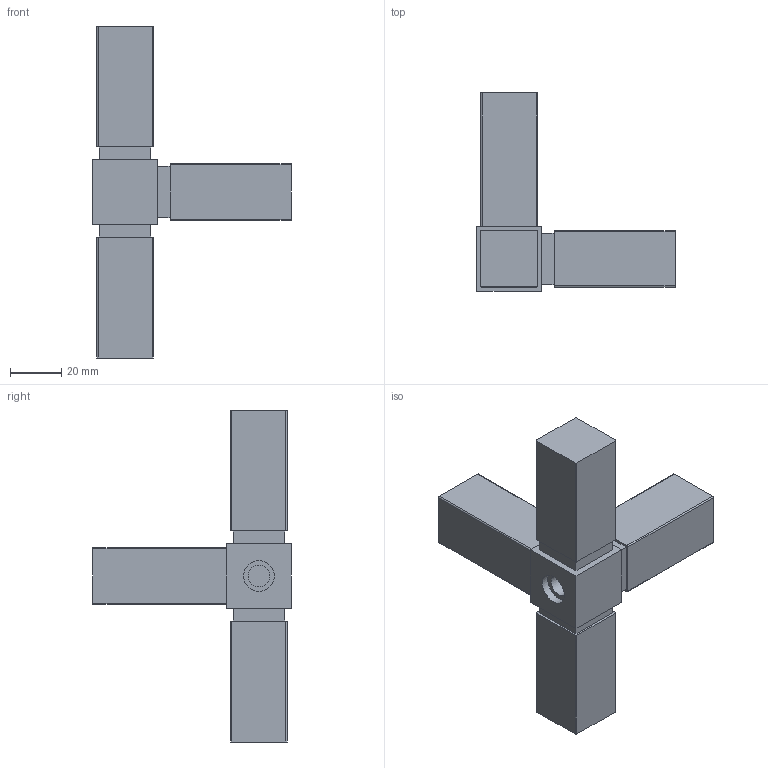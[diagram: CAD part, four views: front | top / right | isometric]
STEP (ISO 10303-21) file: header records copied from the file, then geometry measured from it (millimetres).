
FILE_DESCRIPTION( ( 'STEP AP214' ), '1' );
FILE_NAME( 'K0624.125151210.stp', '2021-01-06T11:11:04', ( '' ), ( '' ), ' ', 'PARTsolutions', ' ' );
FILE_SCHEMA( ( 'AUTOMOTIVE_DESIGN { 1 0 10303 214 1 1 1 1 }' ) );
Length unit declared in the file: millimetre
Products named in the file (1): _K0624.125151210
Bounding box: 77 x 77 x 129 mm (x, y, z)
Volume: 113600.1 mm3; surface area: 22919.3 mm2
Topology: 1 solids, 1 shells, 62 faces, 152 edges, 101 vertices
Faces by surface type: plane 43, cylinder 18, cone 1
Full cylindrical faces by diameter (mm): 8.376 x1, 12 x1
Entity records: 2322 total; most frequent: CARTESIAN_POINT 313, DIRECTION 312, ORIENTED_EDGE 298, EDGE_CURVE 149, LINE 112, VECTOR 112, VERTEX_POINT 101, AXIS2_PLACEMENT_3D 100
